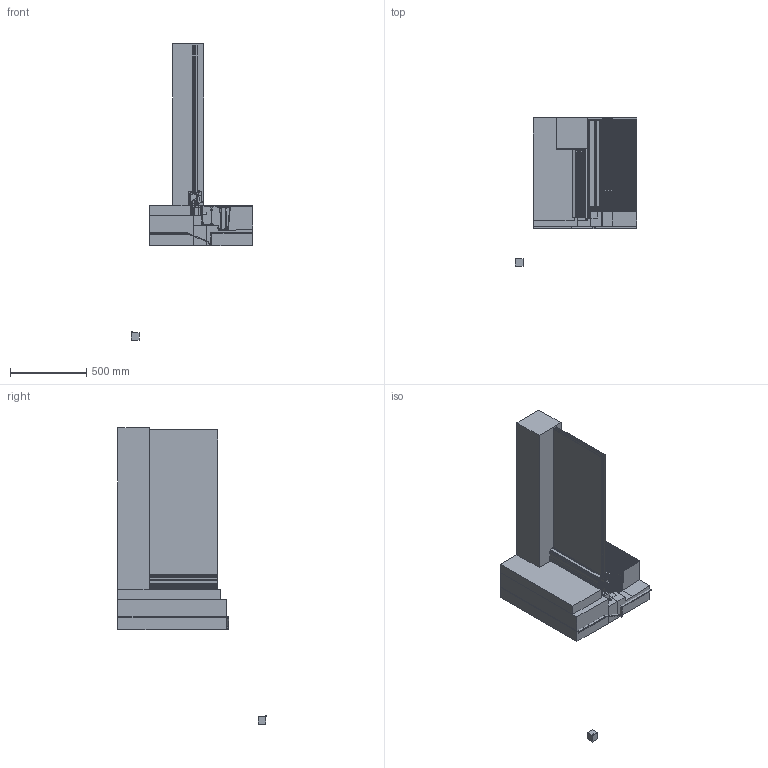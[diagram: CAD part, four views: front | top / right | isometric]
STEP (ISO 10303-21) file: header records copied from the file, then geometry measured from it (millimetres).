
FILE_DESCRIPTION(('STEP AP214'),'1');
FILE_NAME('20.07.27 Balkon Anschlussdetail Türelemt barrierefrei mit Balkonfertigteil_Clean.STP','2020-07-27T09:59:25',(' '),(' '),'Spatial InterOp 3D',' ',' ');
FILE_SCHEMA(('automotive_design'));
Length unit declared in the file: millimetre
Products named in the file (1075): 3D WÜRFEL; Quader; gerades Prisma; 1; 2; 3; Kegelstumpf; Rotationskörper; Zylinder; 4; 5
Bounding box: 793.19 x 970.26 x 1941.43 mm (x, y, z)
Volume: 158816021.8 mm3; surface area: 11259845.7 mm2
Topology: 1075 solids, 1075 shells, 7505 faces, 14325 edges, 8977 vertices
Faces by surface type: plane 3544, cone 3406, cylinder 549, torus 6
Entity records: 273680 total; most frequent: DIRECTION 37659, CARTESIAN_POINT 31954, ORIENTED_EDGE 28650, AXIS2_PLACEMENT_3D 14790, EDGE_CURVE 14325, VERTEX_POINT 8977, STYLED_ITEM 8580, PRESENTATION_STYLE_ASSIGNMENT 8580
